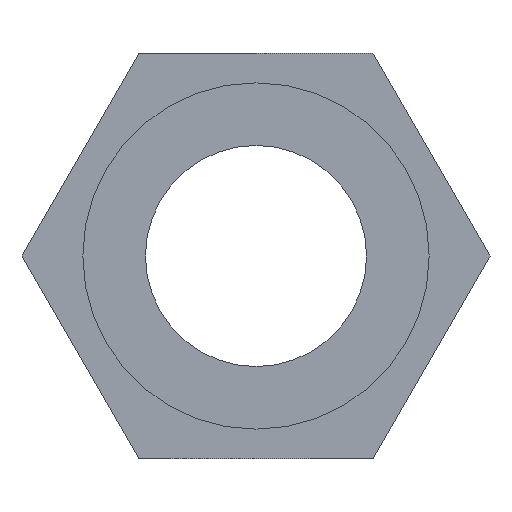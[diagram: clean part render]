
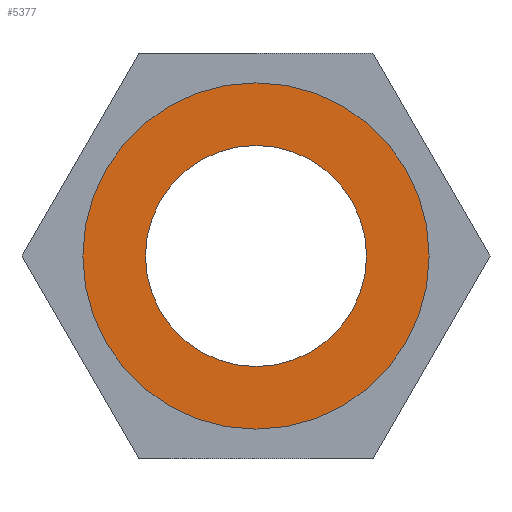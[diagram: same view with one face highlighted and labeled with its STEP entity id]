
A CAD part, left-side view. The second image highlights one B-rep face of the part: STEP entity #5377.
In plain terms, the highlighted planar face has unit normal (-1, 0, 0).
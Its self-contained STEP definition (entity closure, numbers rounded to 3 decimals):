
#7 = AXIS2_PLACEMENT_3D ( 'NONE', #4732, #538, #1841 ) ;
#92 = DIRECTION ( 'NONE',  ( 0., 0., 1. ) ) ;
#99 = AXIS2_PLACEMENT_3D ( 'NONE', #3603, #5334, #641 ) ;
#291 = CIRCLE ( 'NONE', #5316, 4.7 ) ;
#351 = EDGE_CURVE ( 'NONE', #1803, #4993, #291, .T. ) ;
#403 = FACE_OUTER_BOUND ( 'NONE', #1603, .T. ) ;
#508 = DIRECTION ( 'NONE',  ( 1., 0., 0. ) ) ;
#538 = DIRECTION ( 'NONE',  ( 1., 0., 0. ) ) ;
#589 = CARTESIAN_POINT ( 'NONE',  ( 0., 0., 4.7 ) ) ;
#641 = DIRECTION ( 'NONE',  ( 0., 0., -1. ) ) ;
#773 = EDGE_CURVE ( 'NONE', #4993, #1803, #3500, .T. ) ;
#1122 = EDGE_CURVE ( 'NONE', #4696, #4364, #4748, .T. ) ;
#1603 = EDGE_LOOP ( 'NONE', ( #4668, #4204 ) ) ;
#1718 = AXIS2_PLACEMENT_3D ( 'NONE', #3829, #508, #3003 ) ;
#1803 = VERTEX_POINT ( 'NONE', #589 ) ;
#1841 = DIRECTION ( 'NONE',  ( 0., 0., -1. ) ) ;
#1996 = AXIS2_PLACEMENT_3D ( 'NONE', #2936, #4630, #2521 ) ;
#2119 = CARTESIAN_POINT ( 'NONE',  ( 0., 0., -3. ) ) ;
#2401 = ORIENTED_EDGE ( 'NONE', *, *, #4164, .T. ) ;
#2521 = DIRECTION ( 'NONE',  ( 0., 0., 1. ) ) ;
#2613 = FACE_BOUND ( 'NONE', #3947, .T. ) ;
#2936 = CARTESIAN_POINT ( 'NONE',  ( 0., 0., 0. ) ) ;
#3003 = DIRECTION ( 'NONE',  ( 0., 0., -1. ) ) ;
#3500 = CIRCLE ( 'NONE', #1996, 4.7 ) ;
#3501 = PLANE ( 'NONE',  #1718 ) ;
#3595 = CARTESIAN_POINT ( 'NONE',  ( 0., 0., 3. ) ) ;
#3603 = CARTESIAN_POINT ( 'NONE',  ( 0., 0., 0. ) ) ;
#3829 = CARTESIAN_POINT ( 'NONE',  ( 0., 0., 0. ) ) ;
#3947 = EDGE_LOOP ( 'NONE', ( #2401, #5330 ) ) ;
#4083 = DIRECTION ( 'NONE',  ( -1., 0., 0. ) ) ;
#4164 = EDGE_CURVE ( 'NONE', #4364, #4696, #5409, .T. ) ;
#4203 = CARTESIAN_POINT ( 'NONE',  ( 0., 0., -4.7 ) ) ;
#4204 = ORIENTED_EDGE ( 'NONE', *, *, #773, .T. ) ;
#4364 = VERTEX_POINT ( 'NONE', #3595 ) ;
#4630 = DIRECTION ( 'NONE',  ( -1., 0., 0. ) ) ;
#4668 = ORIENTED_EDGE ( 'NONE', *, *, #351, .T. ) ;
#4696 = VERTEX_POINT ( 'NONE', #2119 ) ;
#4732 = CARTESIAN_POINT ( 'NONE',  ( 0., 0., 0. ) ) ;
#4748 = CIRCLE ( 'NONE', #7, 3. ) ;
#4993 = VERTEX_POINT ( 'NONE', #4203 ) ;
#5316 = AXIS2_PLACEMENT_3D ( 'NONE', #5413, #4083, #92 ) ;
#5330 = ORIENTED_EDGE ( 'NONE', *, *, #1122, .T. ) ;
#5334 = DIRECTION ( 'NONE',  ( 1., 0., 0. ) ) ;
#5377 = ADVANCED_FACE ( 'NONE', ( #2613, #403 ), #3501, .F. ) ;
#5409 = CIRCLE ( 'NONE', #99, 3. ) ;
#5413 = CARTESIAN_POINT ( 'NONE',  ( 0., 0., 0. ) ) ;
